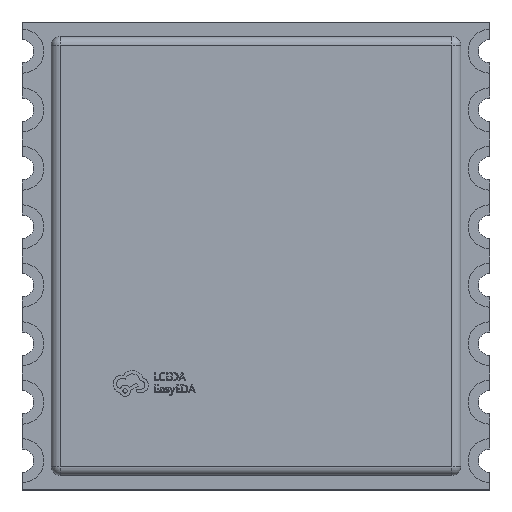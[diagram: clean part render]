
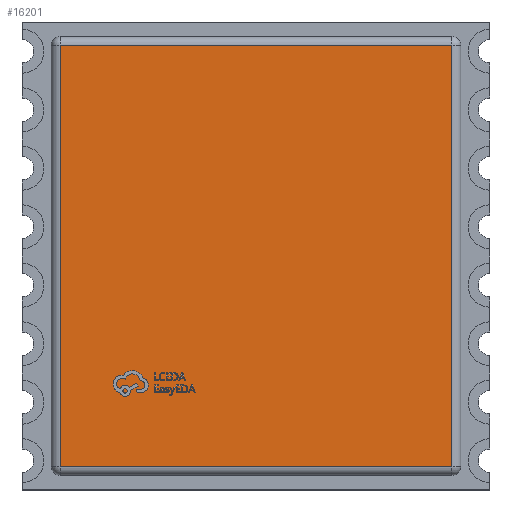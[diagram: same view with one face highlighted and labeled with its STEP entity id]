
A CAD part, top view. The second image highlights one B-rep face of the part: STEP entity #16201.
In plain terms, the highlighted planar face has unit normal (0, 0, 1).
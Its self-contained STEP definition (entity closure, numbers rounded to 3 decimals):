
#1016 = VERTEX_POINT ( 'NONE', #11476 ) ;
#1458 = CARTESIAN_POINT ( 'NONE',  ( -6.7, -7.5, 1.8 ) ) ;
#1783 = EDGE_CURVE ( 'NONE', #5200, #1016, #12665, .T. ) ;
#1799 = DIRECTION ( 'NONE',  ( 1., 0., 0. ) ) ;
#2908 = DIRECTION ( 'NONE',  ( 0., -1., 0. ) ) ;
#3278 = CARTESIAN_POINT ( 'NONE',  ( 6.7, -7.2, 1.8 ) ) ;
#5200 = VERTEX_POINT ( 'NONE', #3278 ) ;
#5333 = CARTESIAN_POINT ( 'NONE',  ( -6.7, -7.2, 1.8 ) ) ;
#5540 = CARTESIAN_POINT ( 'NONE',  ( 0., 0., 1.8 ) ) ;
#5822 = EDGE_CURVE ( 'NONE', #8332, #5200, #12431, .T. ) ;
#5919 = ORIENTED_EDGE ( 'NONE', *, *, #10083, .T. ) ;
#6284 = CARTESIAN_POINT ( 'NONE',  ( 6.7, 7.5, 1.8 ) ) ;
#6745 = EDGE_CURVE ( 'NONE', #15598, #8332, #14254, .T. ) ;
#6936 = VECTOR ( 'NONE', #16481, 1000. ) ;
#7154 = ORIENTED_EDGE ( 'NONE', *, *, #5822, .T. ) ;
#7810 = CARTESIAN_POINT ( 'NONE',  ( -6.7, 7.2, 1.8 ) ) ;
#7820 = DIRECTION ( 'NONE',  ( -1., 0., 0. ) ) ;
#8332 = VERTEX_POINT ( 'NONE', #5333 ) ;
#10083 = EDGE_CURVE ( 'NONE', #1016, #15598, #14147, .T. ) ;
#10272 = PLANE ( 'NONE',  #15762 ) ;
#10309 = ORIENTED_EDGE ( 'NONE', *, *, #1783, .T. ) ;
#11472 = VECTOR ( 'NONE', #2908, 1000. ) ;
#11476 = CARTESIAN_POINT ( 'NONE',  ( 6.7, 7.2, 1.8 ) ) ;
#11534 = FACE_OUTER_BOUND ( 'NONE', #13710, .T. ) ;
#12431 = LINE ( 'NONE', #15848, #13619 ) ;
#12665 = LINE ( 'NONE', #6284, #6936 ) ;
#12904 = CARTESIAN_POINT ( 'NONE',  ( -7., 7.2, 1.8 ) ) ;
#13071 = ORIENTED_EDGE ( 'NONE', *, *, #6745, .T. ) ;
#13168 = DIRECTION ( 'NONE',  ( 1., 0., 0. ) ) ;
#13326 = DIRECTION ( 'NONE',  ( 0., 0., 1. ) ) ;
#13619 = VECTOR ( 'NONE', #1799, 1000. ) ;
#13710 = EDGE_LOOP ( 'NONE', ( #10309, #5919, #13071, #7154 ) ) ;
#14147 = LINE ( 'NONE', #12904, #16335 ) ;
#14254 = LINE ( 'NONE', #1458, #11472 ) ;
#15598 = VERTEX_POINT ( 'NONE', #7810 ) ;
#15762 = AXIS2_PLACEMENT_3D ( 'NONE', #5540, #13326, #13168 ) ;
#15848 = CARTESIAN_POINT ( 'NONE',  ( 7., -7.2, 1.8 ) ) ;
#16201 = ADVANCED_FACE ( 'NONE', ( #11534 ), #10272, .T. ) ;
#16335 = VECTOR ( 'NONE', #7820, 1000. ) ;
#16481 = DIRECTION ( 'NONE',  ( 0., 1., 0. ) ) ;
